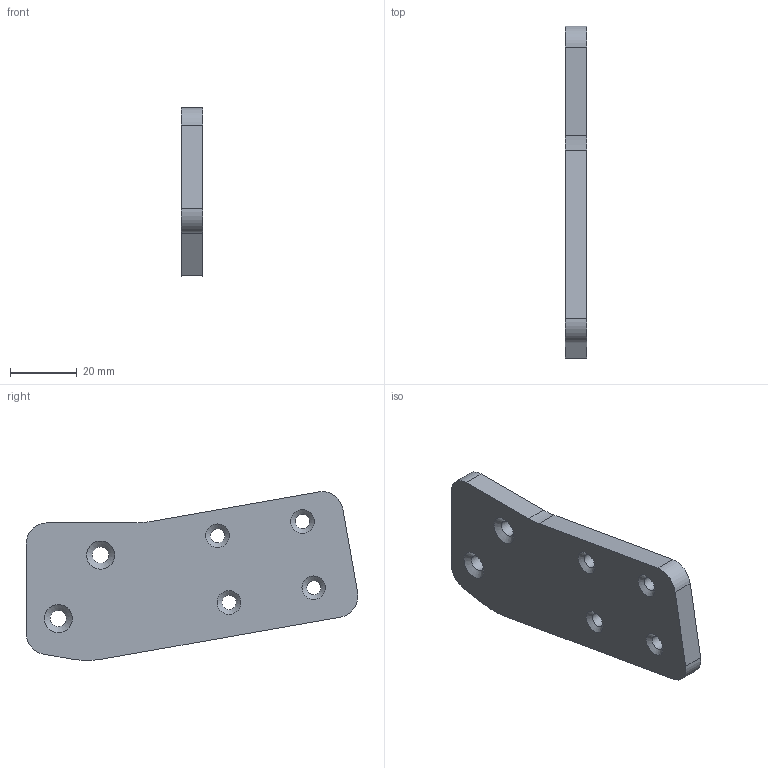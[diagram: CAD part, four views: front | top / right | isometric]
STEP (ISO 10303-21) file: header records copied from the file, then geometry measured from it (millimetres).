
FILE_DESCRIPTION(/* description */ ('Outboard Throttle Arm Grip Adapter'),/* implementation_level */ '2;1');
FILE_NAME(/* name */ 'OH4A9-203_Outboard Throttle Arm Grip Adapter_-_V45.step',/* time_stamp */ '2023-05-23T23:17:06-05:00',/* author */ (''),/* organization */ (''),/* preprocessor_version */ 'ST-DEVELOPER v19.2',/* originating_system */ 'Autodesk Translation Framework v12.4.0.73',/* authorisation */ '');
FILE_SCHEMA (('AUTOMOTIVE_DESIGN { 1 0 10303 214 3 1 1 }'));
Length unit declared in the file: inch
Products named in the file (1): OH4A9-203
Bounding box: 6.35 x 99.48 x 50.57 mm (x, y, z)
Volume: 23266.2 mm3; surface area: 9516 mm2
Topology: 1 solids, 1 shells, 26 faces, 66 edges, 42 vertices
Faces by surface type: cylinder 12, plane 8, cone 6
Full cylindrical faces by diameter (mm): 4.305 x4, 4.915 x2
Entity records: 858 total; most frequent: DIRECTION 150, CARTESIAN_POINT 135, ORIENTED_EDGE 132, EDGE_CURVE 66, AXIS2_PLACEMENT_3D 57, VERTEX_POINT 42, EDGE_LOOP 38, LINE 36
